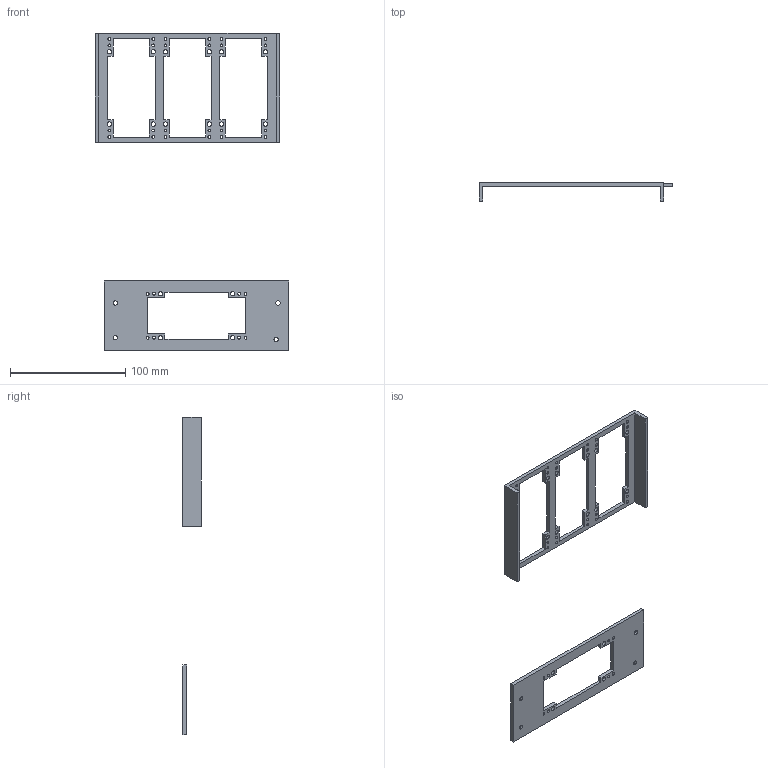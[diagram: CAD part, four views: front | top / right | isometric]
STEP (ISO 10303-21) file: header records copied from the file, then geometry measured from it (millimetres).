
FILE_DESCRIPTION (( 'STEP AP214' ), '1' );
FILE_NAME ('Radio stack Bottom.STEP', '2020-11-24T03:57:47', ( '' ), ( '' ), 'SwSTEP 2.0', 'SolidWorks 2020', '' );
FILE_SCHEMA (( 'AUTOMOTIVE_DESIGN' ));
Length unit declared in the file: inch
Products named in the file (1): Radio stack Bottom
Bounding box: 168.31 x 15.88 x 275.13 mm (x, y, z)
Volume: 44300.9 mm3; surface area: 35849.9 mm2
Topology: 2 solids, 2 shells, 176 faces, 508 edges, 336 vertices
Faces by surface type: cylinder 104, plane 64, cone 8
Entity records: 6165 total; most frequent: DIRECTION 1078, CARTESIAN_POINT 1021, ORIENTED_EDGE 1016, EDGE_CURVE 508, AXIS2_PLACEMENT_3D 393, VERTEX_POINT 336, LINE 292, VECTOR 292
